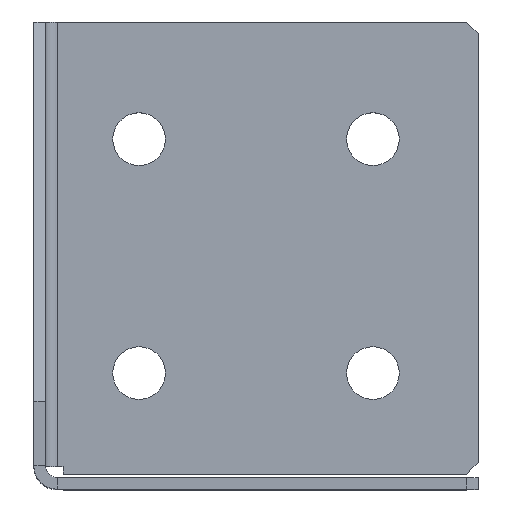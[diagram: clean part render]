
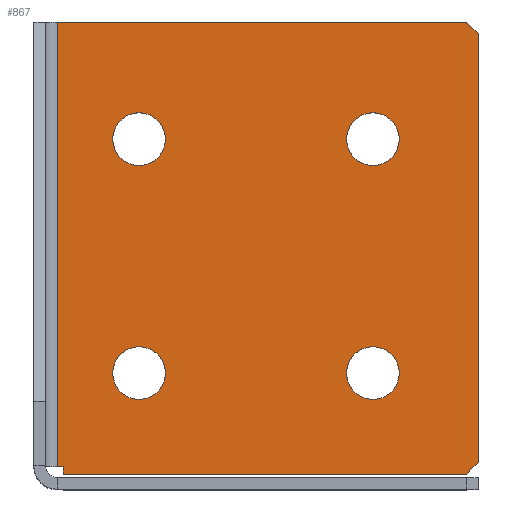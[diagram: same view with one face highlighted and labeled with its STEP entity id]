
A CAD part, top view. The second image highlights one B-rep face of the part: STEP entity #867.
In plain terms, the highlighted planar face has unit normal (0, 0, 1).
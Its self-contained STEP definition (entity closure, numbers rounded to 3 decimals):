
#3 = CARTESIAN_POINT ( 'NONE',  ( -32.99, 2.707, 2. ) ) ;
#5 = DIRECTION ( 'NONE',  ( 1., 0., 0. ) ) ;
#7 = DIRECTION ( 'NONE',  ( 0., 0., 1. ) ) ;
#15 = CARTESIAN_POINT ( 'NONE',  ( -38., 2.707, 2. ) ) ;
#42 = DIRECTION ( 'NONE',  ( 0., 1., 0. ) ) ;
#63 = EDGE_CURVE ( 'NONE', #890, #138, #1190, .T. ) ;
#64 = CARTESIAN_POINT ( 'NONE',  ( -32.99, 0., 2. ) ) ;
#72 = AXIS2_PLACEMENT_3D ( 'NONE', #1034, #796, #5 ) ;
#107 = EDGE_CURVE ( 'NONE', #1118, #452, #1429, .T. ) ;
#113 = FACE_BOUND ( 'NONE', #1070, .T. ) ;
#120 = LINE ( 'NONE', #1010, #1237 ) ;
#124 = CARTESIAN_POINT ( 'NONE',  ( -20., 20., 2. ) ) ;
#130 = CIRCLE ( 'NONE', #982, 4.5 ) ;
#137 = DIRECTION ( 'NONE',  ( 0., 0., 1. ) ) ;
#138 = VERTEX_POINT ( 'NONE', #992 ) ;
#155 = ORIENTED_EDGE ( 'NONE', *, *, #107, .F. ) ;
#179 = CARTESIAN_POINT ( 'NONE',  ( 15.5, 20., 2. ) ) ;
#202 = CARTESIAN_POINT ( 'NONE',  ( -34., 4., 2. ) ) ;
#203 = DIRECTION ( 'NONE',  ( 1., 0., 0. ) ) ;
#228 = CARTESIAN_POINT ( 'NONE',  ( 20., 60., 2. ) ) ;
#229 = CARTESIAN_POINT ( 'NONE',  ( 20., 60., 2. ) ) ;
#237 = EDGE_LOOP ( 'NONE', ( #616, #1410 ) ) ;
#254 = EDGE_CURVE ( 'NONE', #813, #1357, #130, .T. ) ;
#255 = DIRECTION ( 'NONE',  ( -1., 0., 0. ) ) ;
#312 = VECTOR ( 'NONE', #42, 1000. ) ;
#370 = EDGE_CURVE ( 'NONE', #440, #1367, #390, .T. ) ;
#390 = CIRCLE ( 'NONE', #1418, 4.5 ) ;
#393 = DIRECTION ( 'NONE',  ( 0.707, 0.707, 0. ) ) ;
#397 = CARTESIAN_POINT ( 'NONE',  ( 36., 80., 2. ) ) ;
#404 = EDGE_LOOP ( 'NONE', ( #1375, #1159 ) ) ;
#413 = DIRECTION ( 'NONE',  ( 0., 1., 0. ) ) ;
#427 = CIRCLE ( 'NONE', #1435, 4.5 ) ;
#432 = VERTEX_POINT ( 'NONE', #891 ) ;
#435 = FACE_BOUND ( 'NONE', #404, .T. ) ;
#437 = CARTESIAN_POINT ( 'NONE',  ( -34., 80., 2. ) ) ;
#440 = VERTEX_POINT ( 'NONE', #641 ) ;
#446 = ORIENTED_EDGE ( 'NONE', *, *, #1293, .F. ) ;
#449 = CIRCLE ( 'NONE', #902, 4.5 ) ;
#450 = CARTESIAN_POINT ( 'NONE',  ( 36., 80., 2. ) ) ;
#452 = VERTEX_POINT ( 'NONE', #437 ) ;
#465 = ORIENTED_EDGE ( 'NONE', *, *, #1309, .F. ) ;
#497 = EDGE_CURVE ( 'NONE', #585, #432, #427, .T. ) ;
#504 = VECTOR ( 'NONE', #393, 1000. ) ;
#507 = EDGE_CURVE ( 'NONE', #1367, #440, #1266, .T. ) ;
#518 = CARTESIAN_POINT ( 'NONE',  ( 36., 2.707, 2. ) ) ;
#526 = CARTESIAN_POINT ( 'NONE',  ( 15.5, 60., 2. ) ) ;
#564 = CARTESIAN_POINT ( 'NONE',  ( 38., 78., 2. ) ) ;
#572 = DIRECTION ( 'NONE',  ( 1., 0., 0. ) ) ;
#573 = FACE_BOUND ( 'NONE', #237, .T. ) ;
#585 = VERTEX_POINT ( 'NONE', #910 ) ;
#595 = DIRECTION ( 'NONE',  ( 1., 0., 0. ) ) ;
#604 = DIRECTION ( 'NONE',  ( 0., 0., 1. ) ) ;
#606 = ORIENTED_EDGE ( 'NONE', *, *, #915, .T. ) ;
#616 = ORIENTED_EDGE ( 'NONE', *, *, #1262, .F. ) ;
#625 = CARTESIAN_POINT ( 'NONE',  ( 38., 4.707, 2. ) ) ;
#626 = VECTOR ( 'NONE', #1212, 1000. ) ;
#638 = CIRCLE ( 'NONE', #1476, 4.5 ) ;
#640 = VECTOR ( 'NONE', #895, 1000. ) ;
#641 = CARTESIAN_POINT ( 'NONE',  ( -15.5, 60., 2. ) ) ;
#649 = DIRECTION ( 'NONE',  ( 0., 0., 1. ) ) ;
#664 = DIRECTION ( 'NONE',  ( 0., 0., 1. ) ) ;
#688 = CARTESIAN_POINT ( 'NONE',  ( 20., 20., 2. ) ) ;
#709 = AXIS2_PLACEMENT_3D ( 'NONE', #688, #664, #775 ) ;
#717 = EDGE_CURVE ( 'NONE', #805, #1005, #1428, .T. ) ;
#720 = ORIENTED_EDGE ( 'NONE', *, *, #812, .T. ) ;
#739 = CIRCLE ( 'NONE', #709, 4.5 ) ;
#771 = LINE ( 'NONE', #777, #1416 ) ;
#775 = DIRECTION ( 'NONE',  ( 1., 0., 0. ) ) ;
#777 = CARTESIAN_POINT ( 'NONE',  ( -38., 4., 2. ) ) ;
#796 = DIRECTION ( 'NONE',  ( 0., 0., 1. ) ) ;
#805 = VERTEX_POINT ( 'NONE', #518 ) ;
#812 = EDGE_CURVE ( 'NONE', #1118, #138, #771, .T. ) ;
#813 = VERTEX_POINT ( 'NONE', #526 ) ;
#818 = EDGE_LOOP ( 'NONE', ( #465, #1297 ) ) ;
#856 = VECTOR ( 'NONE', #1474, 1000. ) ;
#858 = CARTESIAN_POINT ( 'NONE',  ( -34., 0., 2. ) ) ;
#867 = ADVANCED_FACE ( 'NONE', ( #1460, #435, #113, #1376, #573 ), #1381, .F. ) ;
#878 = CARTESIAN_POINT ( 'NONE',  ( -20., 60., 2. ) ) ;
#890 = VERTEX_POINT ( 'NONE', #3 ) ;
#891 = CARTESIAN_POINT ( 'NONE',  ( -15.5, 20., 2. ) ) ;
#895 = DIRECTION ( 'NONE',  ( -0.707, 0.707, 0. ) ) ;
#897 = DIRECTION ( 'NONE',  ( 0., 0., -1. ) ) ;
#902 = AXIS2_PLACEMENT_3D ( 'NONE', #1140, #7, #1126 ) ;
#910 = CARTESIAN_POINT ( 'NONE',  ( -24.5, 20., 2. ) ) ;
#913 = ORIENTED_EDGE ( 'NONE', *, *, #507, .F. ) ;
#915 = EDGE_CURVE ( 'NONE', #1005, #1279, #1044, .T. ) ;
#920 = VERTEX_POINT ( 'NONE', #1187 ) ;
#944 = CARTESIAN_POINT ( 'NONE',  ( 24.5, 60., 2. ) ) ;
#945 = DIRECTION ( 'NONE',  ( 1., 0., 0. ) ) ;
#982 = AXIS2_PLACEMENT_3D ( 'NONE', #228, #1239, #595 ) ;
#983 = VERTEX_POINT ( 'NONE', #397 ) ;
#992 = CARTESIAN_POINT ( 'NONE',  ( -32.99, 4., 2. ) ) ;
#1005 = VERTEX_POINT ( 'NONE', #625 ) ;
#1010 = CARTESIAN_POINT ( 'NONE',  ( -38., 80., 2. ) ) ;
#1017 = LINE ( 'NONE', #15, #856 ) ;
#1019 = CARTESIAN_POINT ( 'NONE',  ( -38., 0., 2. ) ) ;
#1025 = EDGE_CURVE ( 'NONE', #1041, #920, #638, .T. ) ;
#1028 = DIRECTION ( 'NONE',  ( 0., 0., 1. ) ) ;
#1034 = CARTESIAN_POINT ( 'NONE',  ( -20., 60., 2. ) ) ;
#1041 = VERTEX_POINT ( 'NONE', #179 ) ;
#1043 = ORIENTED_EDGE ( 'NONE', *, *, #717, .T. ) ;
#1044 = LINE ( 'NONE', #1290, #312 ) ;
#1049 = AXIS2_PLACEMENT_3D ( 'NONE', #229, #1028, #1483 ) ;
#1051 = CARTESIAN_POINT ( 'NONE',  ( 20., 20., 2. ) ) ;
#1070 = EDGE_LOOP ( 'NONE', ( #1354, #913 ) ) ;
#1108 = DIRECTION ( 'NONE',  ( 1., 0., 0. ) ) ;
#1118 = VERTEX_POINT ( 'NONE', #202 ) ;
#1126 = DIRECTION ( 'NONE',  ( 1., 0., 0. ) ) ;
#1134 = ORIENTED_EDGE ( 'NONE', *, *, #1209, .T. ) ;
#1140 = CARTESIAN_POINT ( 'NONE',  ( -20., 20., 2. ) ) ;
#1159 = ORIENTED_EDGE ( 'NONE', *, *, #1025, .F. ) ;
#1167 = CIRCLE ( 'NONE', #1049, 4.5 ) ;
#1171 = ORIENTED_EDGE ( 'NONE', *, *, #1289, .F. ) ;
#1173 = EDGE_CURVE ( 'NONE', #920, #1041, #739, .T. ) ;
#1187 = CARTESIAN_POINT ( 'NONE',  ( 24.5, 20., 2. ) ) ;
#1190 = LINE ( 'NONE', #64, #626 ) ;
#1200 = VECTOR ( 'NONE', #413, 1000. ) ;
#1209 = EDGE_CURVE ( 'NONE', #1279, #983, #1258, .T. ) ;
#1212 = DIRECTION ( 'NONE',  ( 0., 1., 0. ) ) ;
#1237 = VECTOR ( 'NONE', #572, 1000. ) ;
#1239 = DIRECTION ( 'NONE',  ( 0., 0., 1. ) ) ;
#1258 = LINE ( 'NONE', #450, #640 ) ;
#1262 = EDGE_CURVE ( 'NONE', #432, #585, #449, .T. ) ;
#1266 = CIRCLE ( 'NONE', #72, 4.5 ) ;
#1279 = VERTEX_POINT ( 'NONE', #564 ) ;
#1288 = CARTESIAN_POINT ( 'NONE',  ( -24.5, 60., 2. ) ) ;
#1289 = EDGE_CURVE ( 'NONE', #805, #890, #1017, .T. ) ;
#1290 = CARTESIAN_POINT ( 'NONE',  ( 38., 0., 2. ) ) ;
#1293 = EDGE_CURVE ( 'NONE', #452, #983, #120, .T. ) ;
#1297 = ORIENTED_EDGE ( 'NONE', *, *, #254, .F. ) ;
#1309 = EDGE_CURVE ( 'NONE', #1357, #813, #1167, .T. ) ;
#1354 = ORIENTED_EDGE ( 'NONE', *, *, #370, .F. ) ;
#1357 = VERTEX_POINT ( 'NONE', #944 ) ;
#1367 = VERTEX_POINT ( 'NONE', #1288 ) ;
#1371 = DIRECTION ( 'NONE',  ( 1., 0., 0. ) ) ;
#1375 = ORIENTED_EDGE ( 'NONE', *, *, #1173, .F. ) ;
#1376 = FACE_BOUND ( 'NONE', #818, .T. ) ;
#1381 = PLANE ( 'NONE',  #1384 ) ;
#1384 = AXIS2_PLACEMENT_3D ( 'NONE', #1019, #897, #255 ) ;
#1387 = ORIENTED_EDGE ( 'NONE', *, *, #63, .F. ) ;
#1410 = ORIENTED_EDGE ( 'NONE', *, *, #497, .F. ) ;
#1416 = VECTOR ( 'NONE', #1108, 1000. ) ;
#1417 = CARTESIAN_POINT ( 'NONE',  ( 38., 4.707, 2. ) ) ;
#1418 = AXIS2_PLACEMENT_3D ( 'NONE', #878, #649, #203 ) ;
#1428 = LINE ( 'NONE', #1417, #504 ) ;
#1429 = LINE ( 'NONE', #858, #1200 ) ;
#1435 = AXIS2_PLACEMENT_3D ( 'NONE', #124, #137, #1371 ) ;
#1460 = FACE_OUTER_BOUND ( 'NONE', #1481, .T. ) ;
#1474 = DIRECTION ( 'NONE',  ( -1., 0., 0. ) ) ;
#1476 = AXIS2_PLACEMENT_3D ( 'NONE', #1051, #604, #945 ) ;
#1481 = EDGE_LOOP ( 'NONE', ( #1171, #1043, #606, #1134, #446, #155, #720, #1387 ) ) ;
#1483 = DIRECTION ( 'NONE',  ( 1., 0., 0. ) ) ;
